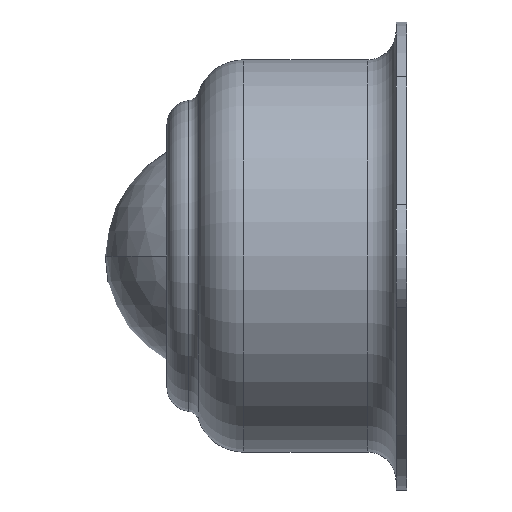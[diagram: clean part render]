
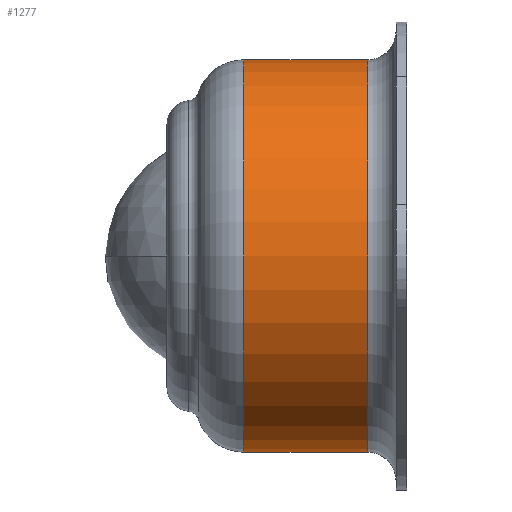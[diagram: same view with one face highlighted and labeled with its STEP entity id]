
A CAD part, left-side view. The second image highlights one B-rep face of the part: STEP entity #1277.
In plain terms, the highlighted cylindrical face has radius 20.993 mm (diameter 41.986 mm), a partial arc.
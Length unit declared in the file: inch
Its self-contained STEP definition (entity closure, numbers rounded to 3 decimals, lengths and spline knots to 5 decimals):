
#44 = EDGE_CURVE ( 'NONE', #1424, #87, #1242, .T. ) ;
#62 = EDGE_CURVE ( 'NONE', #1424, #1307, #760, .T. ) ;
#76 = DIRECTION ( 'NONE',  ( 0., 1., 0. ) ) ;
#87 = VERTEX_POINT ( 'NONE', #773 ) ;
#173 = AXIS2_PLACEMENT_3D ( 'NONE', #195, #76, #1014 ) ;
#195 = CARTESIAN_POINT ( 'NONE',  ( 0., 0.165, 0. ) ) ;
#210 = ORIENTED_EDGE ( 'NONE', *, *, #318, .F. ) ;
#318 = EDGE_CURVE ( 'NONE', #1307, #1086, #663, .T. ) ;
#484 = AXIS2_PLACEMENT_3D ( 'NONE', #615, #699, #1451 ) ;
#546 = DIRECTION ( 'NONE',  ( 0., 1., 0. ) ) ;
#585 = LINE ( 'NONE', #1184, #1463 ) ;
#615 = CARTESIAN_POINT ( 'NONE',  ( 0., 0.687, 0. ) ) ;
#663 = CIRCLE ( 'NONE', #484, 0.8265 ) ;
#699 = DIRECTION ( 'NONE',  ( 0., 1., 0. ) ) ;
#736 = DIRECTION ( 'NONE',  ( 0., 1., 0. ) ) ;
#739 = EDGE_LOOP ( 'NONE', ( #1220, #914, #1254, #210 ) ) ;
#760 = LINE ( 'NONE', #1199, #1477 ) ;
#773 = CARTESIAN_POINT ( 'NONE',  ( 0., 0.165, 0.8265 ) ) ;
#846 = DIRECTION ( 'NONE',  ( 0., 0., 1. ) ) ;
#914 = ORIENTED_EDGE ( 'NONE', *, *, #44, .T. ) ;
#920 = FACE_OUTER_BOUND ( 'NONE', #739, .T. ) ;
#1014 = DIRECTION ( 'NONE',  ( 0., 0., 1. ) ) ;
#1086 = VERTEX_POINT ( 'NONE', #1415 ) ;
#1158 = CYLINDRICAL_SURFACE ( 'NONE', #1260, 0.8265 ) ;
#1184 = CARTESIAN_POINT ( 'NONE',  ( 0., 0.4975, 0.8265 ) ) ;
#1199 = CARTESIAN_POINT ( 'NONE',  ( 0., 0.4975, -0.8265 ) ) ;
#1215 = CARTESIAN_POINT ( 'NONE',  ( 0., 0.165, -0.8265 ) ) ;
#1220 = ORIENTED_EDGE ( 'NONE', *, *, #62, .F. ) ;
#1242 = CIRCLE ( 'NONE', #173, 0.8265 ) ;
#1254 = ORIENTED_EDGE ( 'NONE', *, *, #1271, .T. ) ;
#1260 = AXIS2_PLACEMENT_3D ( 'NONE', #1300, #1408, #846 ) ;
#1271 = EDGE_CURVE ( 'NONE', #87, #1086, #585, .T. ) ;
#1277 = ADVANCED_FACE ( 'NONE', ( #920 ), #1158, .T. ) ;
#1300 = CARTESIAN_POINT ( 'NONE',  ( 0., 0.4975, 0. ) ) ;
#1307 = VERTEX_POINT ( 'NONE', #1319 ) ;
#1319 = CARTESIAN_POINT ( 'NONE',  ( 0., 0.687, -0.8265 ) ) ;
#1408 = DIRECTION ( 'NONE',  ( 0., 1., 0. ) ) ;
#1415 = CARTESIAN_POINT ( 'NONE',  ( 0., 0.687, 0.8265 ) ) ;
#1424 = VERTEX_POINT ( 'NONE', #1215 ) ;
#1451 = DIRECTION ( 'NONE',  ( 0., 0., 1. ) ) ;
#1463 = VECTOR ( 'NONE', #736, 39.37008 ) ;
#1477 = VECTOR ( 'NONE', #546, 39.37008 ) ;
